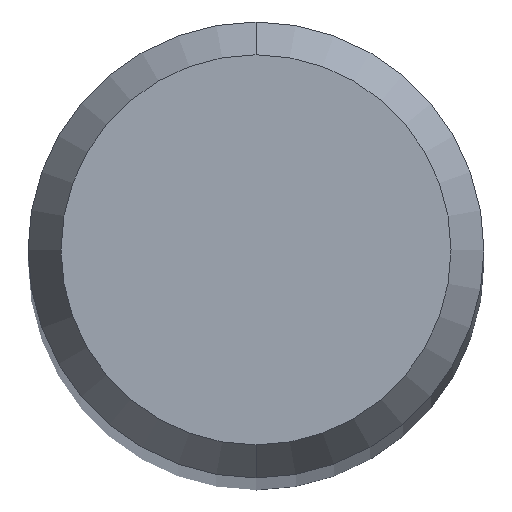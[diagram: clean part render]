
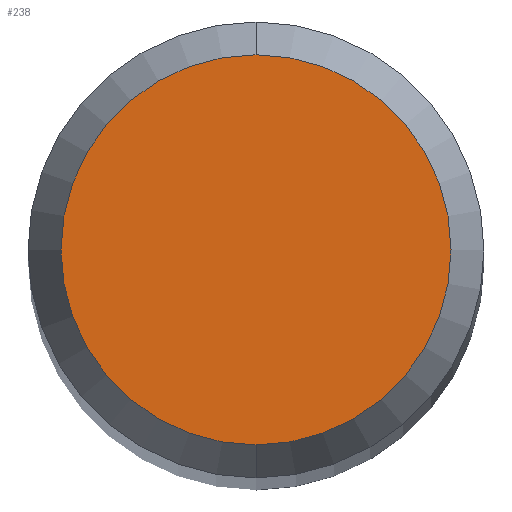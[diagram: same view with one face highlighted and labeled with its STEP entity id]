
A CAD part, top view. The second image highlights one B-rep face of the part: STEP entity #238.
In plain terms, the highlighted planar face has unit normal (0, 0, 1).
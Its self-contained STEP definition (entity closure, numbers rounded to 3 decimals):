
#232=EDGE_CURVE('',#440,#470,#600,.T.);
#238=ADVANCED_FACE('',(#606),#607,.T.);
#274=EDGE_CURVE('',#470,#440,#645,.T.);
#440=VERTEX_POINT('',#826);
#470=VERTEX_POINT('',#862);
#600=CIRCLE('',#1027,1.358);
#606=FACE_OUTER_BOUND('',#1034,.T.);
#607=PLANE('',#1035);
#645=CIRCLE('',#1143,1.358);
#826=CARTESIAN_POINT('',(0.0,1.358,0.0));
#862=CARTESIAN_POINT('',(0.,-1.358,0.0));
#1027=AXIS2_PLACEMENT_3D('',#1710,#1711,#1712);
#1034=EDGE_LOOP('',(#1717,#1718));
#1035=AXIS2_PLACEMENT_3D('',#1719,#1720,#1721);
#1143=AXIS2_PLACEMENT_3D('',#1758,#1759,#1760);
#1710=CARTESIAN_POINT('',(0.0,0.0,0.0));
#1711=DIRECTION('',(0.0,0.0,-1.0));
#1712=DIRECTION('',(0.0,1.0,0.0));
#1717=ORIENTED_EDGE('',*,*,#232,.F.);
#1718=ORIENTED_EDGE('',*,*,#274,.F.);
#1719=CARTESIAN_POINT('',(0.0,0.679,0.0));
#1720=DIRECTION('',(-0.0,0.0,1.0));
#1721=DIRECTION('',(0.0,-1.0,0.0));
#1758=CARTESIAN_POINT('',(0.0,0.0,0.0));
#1759=DIRECTION('',(0.0,0.0,-1.0));
#1760=DIRECTION('',(0.0,1.0,0.0));
